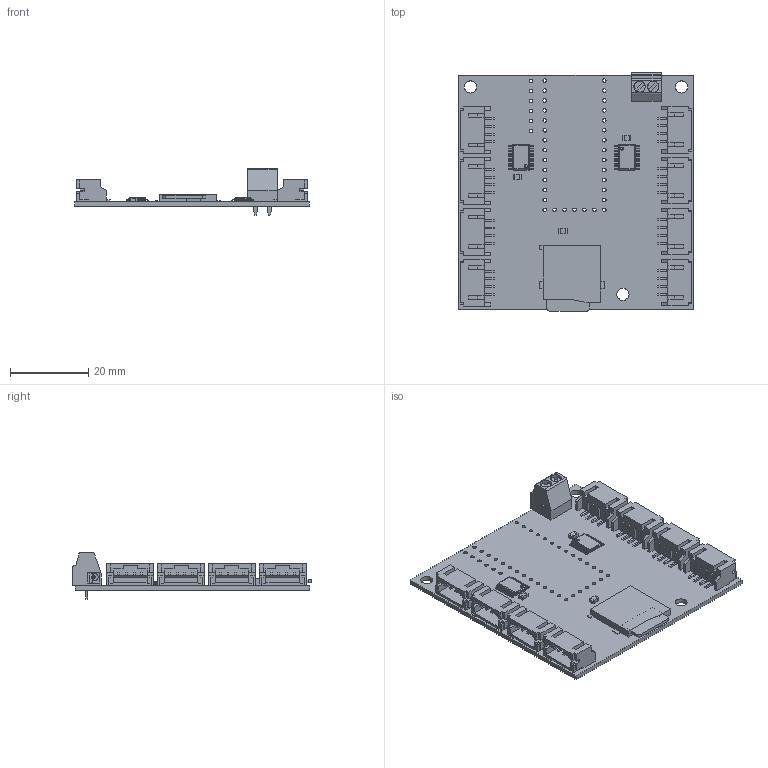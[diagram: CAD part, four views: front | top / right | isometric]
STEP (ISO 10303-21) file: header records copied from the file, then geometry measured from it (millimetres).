
FILE_DESCRIPTION(('Open CASCADE Model'),'2;1');
FILE_NAME('Open CASCADE Shape Model','2020-12-01T17:22:10',('Author'),( 'Open CASCADE'),'Open CASCADE STEP processor 6.8','Open CASCADE 6.8' ,'Unknown');
FILE_SCHEMA(('AUTOMOTIVE_DESIGN { 1 0 10303 214 1 1 1 1 }'));
Length unit declared in the file: millimetre
Products named in the file (30): PCB; Board; Open CASCADE STEP translator 6.8 1.1.1; J9; pxc_1751248_04_MKDS-1-2-3-5_3D; bohrloch.1; MKDS_1-2-3_5; U3; PW0020AakaMTC20; BODY_MTC20; LEAD_MTC20; U1; J10; TFP09-2-12B_v2; J8; S4B-PH-SM4-TB; J7; J6; J5; J4; J3; J2; J1; C3; 8866299024; Extruded; 8866298624; C2; C1
Assembly tree (64 placements, depth 4):
  PCB
    Board
      Open CASCADE STEP translator 6.8 1.1.1
    J9
      pxc_1751248_04_MKDS-1-2-3-5_3D
        bohrloch.1  x2
        MKDS_1-2-3_5
    U3
      PW0020AakaMTC20
        BODY_MTC20
        LEAD_MTC20  x20
    U1
      PW0020AakaMTC20
        BODY_MTC20
        LEAD_MTC20  x20
    J10
      TFP09-2-12B_v2
    J8
      S4B-PH-SM4-TB
    J7
      S4B-PH-SM4-TB
    J6
      S4B-PH-SM4-TB
    J5
      S4B-PH-SM4-TB
    J4
      S4B-PH-SM4-TB
    J3
      S4B-PH-SM4-TB
    J2
      S4B-PH-SM4-TB
    J1
      S4B-PH-SM4-TB
    C3
      8866299024  x2
        Extruded
      8866298624
        Extruded
    C2
      8866299024  x2
        Extruded
      8866298624
        Extruded
    C1
      8866299024  x2
        Extruded
      8866298624
        Extruded
Bounding box: 60 x 60.9 x 12 mm (x, y, z)
Volume: 7013.2 mm3; surface area: 13425 mm2
Topology: 65 solids, 65 shells, 1837 faces, 4907 edges, 3250 vertices
Faces by surface type: plane 1425, cylinder 390, sphere 20, bspline 2
Full cylindrical faces by diameter (mm): 0.8 x2, 0.9 x39, 1 x2, 1.1 x2, 3.1 x3
Entity records: 14741 total; most frequent: CARTESIAN_POINT 2335, DIRECTION 2153, ORIENTED_EDGE 2026, EDGE_CURVE 1013, LINE 739, VECTOR 739, AXIS2_PLACEMENT_3D 707, VERTEX_POINT 667
